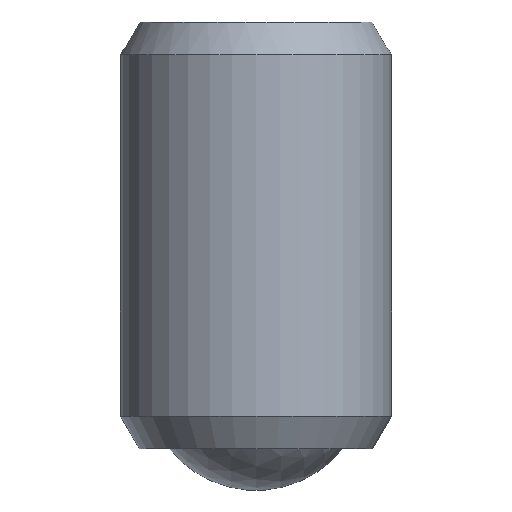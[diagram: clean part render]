
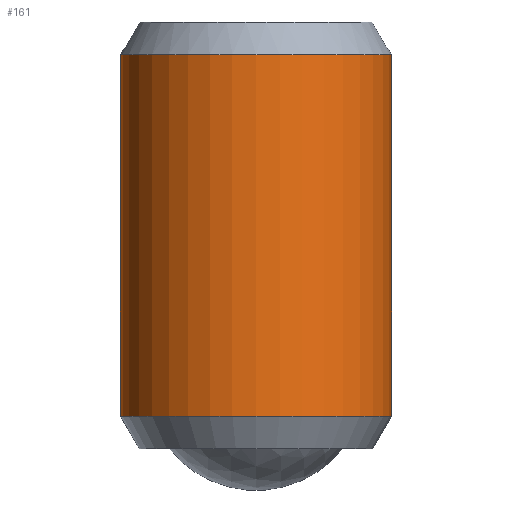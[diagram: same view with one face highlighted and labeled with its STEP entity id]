
A CAD part, front view. The second image highlights one B-rep face of the part: STEP entity #161.
In plain terms, the highlighted cylindrical face has radius 7.94 mm (diameter 15.88 mm), a partial arc.
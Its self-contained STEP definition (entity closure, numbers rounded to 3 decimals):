
#91=EDGE_CURVE('',#97,#121,#236,.T.);
#93=EDGE_CURVE('',#189,#125,#238,.T.);
#97=VERTEX_POINT('',#243);
#121=VERTEX_POINT('',#268);
#125=VERTEX_POINT('',#272);
#161=ADVANCED_FACE('',(#311),#312,.T.);
#189=VERTEX_POINT('',#344);
#201=EDGE_CURVE('',#97,#189,#357,.T.);
#205=EDGE_CURVE('',#125,#121,#361,.T.);
#236=CIRCLE('',#385,7.94);
#238=CIRCLE('',#388,7.94);
#243=CARTESIAN_POINT('',(-7.94,0.,25.534));
#268=CARTESIAN_POINT('',(7.94,0.,25.534));
#272=CARTESIAN_POINT('',(7.94,0.,4.346));
#311=FACE_OUTER_BOUND('',#516,.T.);
#312=CYLINDRICAL_SURFACE('',#517,7.94);
#344=CARTESIAN_POINT('',(-7.94,0.,4.346));
#357=LINE('',#575,#576);
#361=LINE('',#583,#584);
#385=AXIS2_PLACEMENT_3D('',#609,#610,#611);
#388=AXIS2_PLACEMENT_3D('',#612,#613,#614);
#516=EDGE_LOOP('',(#690,#691,#692,#693));
#517=AXIS2_PLACEMENT_3D('',#694,#695,#696);
#575=CARTESIAN_POINT('',(-7.94,0.,14.94));
#576=VECTOR('',#745,1.0);
#583=CARTESIAN_POINT('',(7.94,0.,14.94));
#584=VECTOR('',#747,1.0);
#609=CARTESIAN_POINT('',(0.,0.0,25.534));
#610=DIRECTION('',(0.,0.,1.0));
#611=DIRECTION('',(1.0,0.,0.));
#612=CARTESIAN_POINT('',(0.,0.0,4.346));
#613=DIRECTION('',(0.,0.,1.0));
#614=DIRECTION('',(1.0,0.,0.));
#690=ORIENTED_EDGE('',*,*,#205,.T.);
#691=ORIENTED_EDGE('',*,*,#91,.F.);
#692=ORIENTED_EDGE('',*,*,#201,.T.);
#693=ORIENTED_EDGE('',*,*,#93,.T.);
#694=CARTESIAN_POINT('',(0.,0.0,14.94));
#695=DIRECTION('',(0.,0.,-1.0));
#696=DIRECTION('',(1.0,0.,0.));
#745=DIRECTION('',(0.,-0.0,-1.0));
#747=DIRECTION('',(0.,0.0,1.0));
